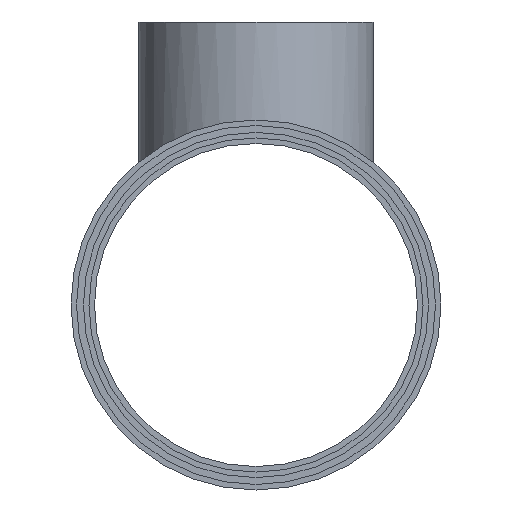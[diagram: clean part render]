
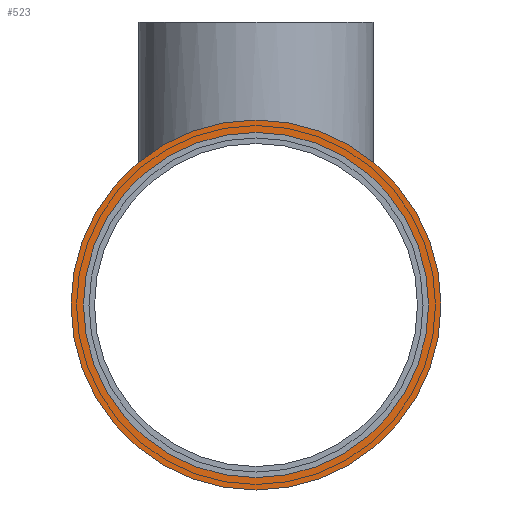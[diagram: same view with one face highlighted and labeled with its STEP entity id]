
A CAD part, front view. The second image highlights one B-rep face of the part: STEP entity #523.
In plain terms, the highlighted planar face has unit normal (0, -1, 0).
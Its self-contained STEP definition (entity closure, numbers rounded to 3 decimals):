
#11 = VERTEX_POINT ( 'NONE', #661 ) ;
#15 = VERTEX_POINT ( 'NONE', #656 ) ;
#19 = EDGE_CURVE ( 'NONE', #15, #11, #655, .T. ) ;
#520 = EDGE_CURVE ( 'NONE', #11, #15, #2061, .T. ) ;
#523 = ADVANCED_FACE ( 'NONE', ( #2056, #2055 ), #2054, .T. ) ;
#524 = EDGE_LOOP ( 'NONE', ( #525, #526 ) ) ;
#525 = ORIENTED_EDGE ( 'NONE', *, *, #2555, .T. ) ;
#526 = ORIENTED_EDGE ( 'NONE', *, *, #527, .T. ) ;
#527 = EDGE_CURVE ( 'NONE', #2557, #2531, #2048, .T. ) ;
#528 = EDGE_LOOP ( 'NONE', ( #529, #530 ) ) ;
#529 = ORIENTED_EDGE ( 'NONE', *, *, #19, .F. ) ;
#530 = ORIENTED_EDGE ( 'NONE', *, *, #520, .F. ) ;
#651 = DIRECTION ( 'NONE',  ( 0., 0., -1. ) ) ;
#652 = DIRECTION ( 'NONE',  ( 0., -1., 0. ) ) ;
#653 = CARTESIAN_POINT ( 'NONE',  ( 0., 50., 0. ) ) ;
#654 = AXIS2_PLACEMENT_3D ( 'NONE', #653, #652, #651 ) ;
#655 = CIRCLE ( 'NONE', #654, 62.5 ) ;
#656 = CARTESIAN_POINT ( 'NONE',  ( 0., 50., -62.5 ) ) ;
#661 = CARTESIAN_POINT ( 'NONE',  ( 0., 50., 62.5 ) ) ;
#2045 = DIRECTION ( 'NONE',  ( 0., 0., -1. ) ) ;
#2046 = DIRECTION ( 'NONE',  ( 0., -1., 0. ) ) ;
#2047 = AXIS2_PLACEMENT_3D ( 'NONE', #2052, #2046, #2045 ) ;
#2048 = CIRCLE ( 'NONE', #2047, 67. ) ;
#2049 = DIRECTION ( 'NONE',  ( 0., 0., -1. ) ) ;
#2050 = DIRECTION ( 'NONE',  ( 0., -1., 0. ) ) ;
#2051 = AXIS2_PLACEMENT_3D ( 'NONE', #2053, #2050, #2049 ) ;
#2052 = CARTESIAN_POINT ( 'NONE',  ( 0., 50., 0. ) ) ;
#2053 = CARTESIAN_POINT ( 'NONE',  ( 0., 50., 62.5 ) ) ;
#2054 = PLANE ( 'NONE',  #2051 ) ;
#2055 = FACE_BOUND ( 'NONE', #528, .T. ) ;
#2056 = FACE_OUTER_BOUND ( 'NONE', #524, .T. ) ;
#2057 = DIRECTION ( 'NONE',  ( 0., 0., -1. ) ) ;
#2058 = DIRECTION ( 'NONE',  ( 0., -1., 0. ) ) ;
#2059 = CARTESIAN_POINT ( 'NONE',  ( 0., 50., 0. ) ) ;
#2060 = AXIS2_PLACEMENT_3D ( 'NONE', #2059, #2058, #2057 ) ;
#2061 = CIRCLE ( 'NONE', #2060, 62.5 ) ;
#2480 = CARTESIAN_POINT ( 'NONE',  ( 0., 50., 67. ) ) ;
#2485 = DIRECTION ( 'NONE',  ( 0., 0., -1. ) ) ;
#2486 = DIRECTION ( 'NONE',  ( 0., -1., 0. ) ) ;
#2487 = CARTESIAN_POINT ( 'NONE',  ( 0., 50., 0. ) ) ;
#2488 = AXIS2_PLACEMENT_3D ( 'NONE', #2487, #2486, #2485 ) ;
#2489 = CIRCLE ( 'NONE', #2488, 67. ) ;
#2496 = CARTESIAN_POINT ( 'NONE',  ( 0., 50., -67. ) ) ;
#2531 = VERTEX_POINT ( 'NONE', #2496 ) ;
#2555 = EDGE_CURVE ( 'NONE', #2531, #2557, #2489, .T. ) ;
#2557 = VERTEX_POINT ( 'NONE', #2480 ) ;
